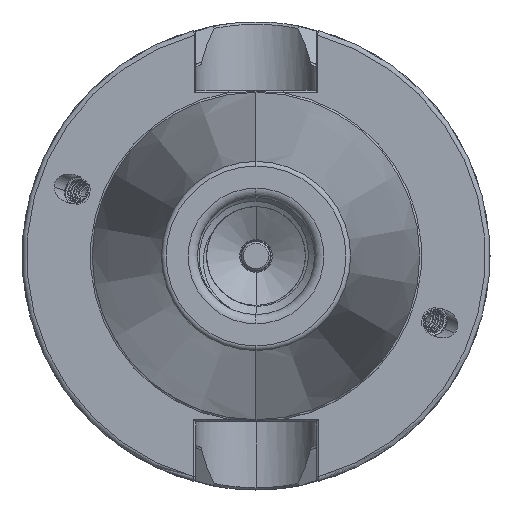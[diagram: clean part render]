
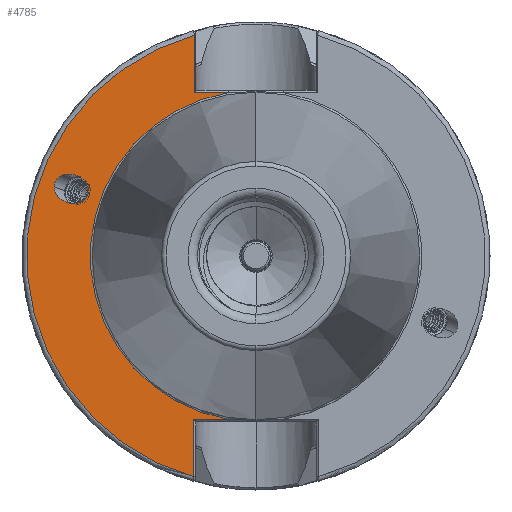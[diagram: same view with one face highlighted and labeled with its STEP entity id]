
A CAD part, left-side view. The second image highlights one B-rep face of the part: STEP entity #4785.
In plain terms, the highlighted planar face has unit normal (-1, 0, 0).
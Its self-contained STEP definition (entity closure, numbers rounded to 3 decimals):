
#1312 =( BOUNDED_CURVE ( )  B_SPLINE_CURVE ( 3, ( #6039, #6062, #6033, #6046 ),
 .UNSPECIFIED., .F., .T. ) 
 B_SPLINE_CURVE_WITH_KNOTS ( ( 4, 4 ),
 ( 5.993, 6.283 ),
 .UNSPECIFIED. ) 
 CURVE ( )  GEOMETRIC_REPRESENTATION_ITEM ( )  RATIONAL_B_SPLINE_CURVE ( ( 1., 0.993, 0.993, 1. ) ) 
 REPRESENTATION_ITEM ( '' )  );
#1320 =( BOUNDED_CURVE ( )  B_SPLINE_CURVE ( 3, ( #6249, #6296, #6317, #6314 ),
 .UNSPECIFIED., .F., .F. ) 
 B_SPLINE_CURVE_WITH_KNOTS ( ( 4, 4 ),
 ( 2.852, 5.993 ),
 .UNSPECIFIED. ) 
 CURVE ( )  GEOMETRIC_REPRESENTATION_ITEM ( )  RATIONAL_B_SPLINE_CURVE ( ( 1., 0.333, 0.333, 1. ) ) 
 REPRESENTATION_ITEM ( '' )  );
#1326 =( BOUNDED_CURVE ( )  B_SPLINE_CURVE ( 3, ( #5409, #5429, #5402, #5393 ),
 .UNSPECIFIED., .F., .T. ) 
 B_SPLINE_CURVE_WITH_KNOTS ( ( 4, 4 ),
 ( 0., 2.852 ),
 .UNSPECIFIED. ) 
 CURVE ( )  GEOMETRIC_REPRESENTATION_ITEM ( )  RATIONAL_B_SPLINE_CURVE ( ( 1., 0.43, 0.43, 1. ) ) 
 REPRESENTATION_ITEM ( '' )  );
#1665 = EDGE_CURVE ( 'NONE', #21183, #21173, #1326, .T. ) ;
#1685 = EDGE_CURVE ( 'NONE', #22291, #22314, #22156, .T. ) ;
#1688 = EDGE_CURVE ( 'NONE', #22341, #22322, #22116, .T. ) ;
#1695 = EDGE_CURVE ( 'NONE', #22322, #22305, #21732, .T. ) ;
#1711 = EDGE_CURVE ( 'NONE', #22291, #22294, #6809, .T. ) ;
#1713 = EDGE_CURVE ( 'NONE', #22294, #22341, #6818, .T. ) ;
#1724 = EDGE_CURVE ( 'NONE', #22305, #22314, #6811, .T. ) ;
#1732 = EDGE_CURVE ( 'NONE', #21179, #21183, #1312, .T. ) ;
#1769 = EDGE_CURVE ( 'NONE', #21173, #21179, #1320, .T. ) ;
#2531 = ORIENTED_EDGE ( 'NONE', *, *, #1769, .T. ) ;
#2539 = ORIENTED_EDGE ( 'NONE', *, *, #1695, .T. ) ;
#2558 = ORIENTED_EDGE ( 'NONE', *, *, #1688, .T. ) ;
#2575 = ORIENTED_EDGE ( 'NONE', *, *, #1713, .T. ) ;
#2595 = ORIENTED_EDGE ( 'NONE', *, *, #1711, .T. ) ;
#2609 = ORIENTED_EDGE ( 'NONE', *, *, #1685, .F. ) ;
#2616 = ORIENTED_EDGE ( 'NONE', *, *, #1665, .T. ) ;
#2617 = ORIENTED_EDGE ( 'NONE', *, *, #1724, .T. ) ;
#2621 = ORIENTED_EDGE ( 'NONE', *, *, #1732, .T. ) ;
#4785 = ADVANCED_FACE ( 'NONE', ( #7642, #6591 ), #17268, .F. ) ;
#5050 = CARTESIAN_POINT ( 'NONE',  ( 0., 0., 0. ) ) ;
#5051 = DIRECTION ( 'NONE',  ( -1., 0., 0. ) ) ;
#5052 = DIRECTION ( 'NONE',  ( 0., 0., 1. ) ) ;
#5055 = CARTESIAN_POINT ( 'NONE',  ( 0., 0., 0. ) ) ;
#5059 = DIRECTION ( 'NONE',  ( -1., 0., 0. ) ) ;
#5069 = DIRECTION ( 'NONE',  ( 0., 0., 1. ) ) ;
#5131 = DIRECTION ( 'NONE',  ( 0., 0., 1. ) ) ;
#5133 = CARTESIAN_POINT ( 'NONE',  ( 0., 13.279, 0. ) ) ;
#5393 = CARTESIAN_POINT ( 'NONE',  ( 0., 43.118, 14.766 ) ) ;
#5402 = CARTESIAN_POINT ( 'NONE',  ( 0., 43.118, 9.99 ) ) ;
#5409 = CARTESIAN_POINT ( 'NONE',  ( 0., 35.968, 13.091 ) ) ;
#5429 = CARTESIAN_POINT ( 'NONE',  ( 0., 37.57, 8.69 ) ) ;
#5887 = CARTESIAN_POINT ( 'NONE',  ( 0., 12.85, 34.9 ) ) ;
#5905 = DIRECTION ( 'NONE',  ( 0., 1., 0. ) ) ;
#5927 = CARTESIAN_POINT ( 'NONE',  ( 0., 13.194, 47.285 ) ) ;
#5931 = DIRECTION ( 'NONE',  ( 0., 0., 1. ) ) ;
#6004 = CARTESIAN_POINT ( 'NONE',  ( 0., 35.398, -34.9 ) ) ;
#6021 = DIRECTION ( 'NONE',  ( 0., -1., 0. ) ) ;
#6033 = CARTESIAN_POINT ( 'NONE',  ( 0., 35.867, 13.369 ) ) ;
#6039 = CARTESIAN_POINT ( 'NONE',  ( 0., 35.816, 13.963 ) ) ;
#6046 = CARTESIAN_POINT ( 'NONE',  ( 0., 35.968, 13.091 ) ) ;
#6062 = CARTESIAN_POINT ( 'NONE',  ( 0., 35.816, 13.662 ) ) ;
#6249 = CARTESIAN_POINT ( 'NONE',  ( 0., 43.118, 14.766 ) ) ;
#6296 = CARTESIAN_POINT ( 'NONE',  ( 0., 43.118, 20.987 ) ) ;
#6314 = CARTESIAN_POINT ( 'NONE',  ( 0., 35.816, 13.963 ) ) ;
#6317 = CARTESIAN_POINT ( 'NONE',  ( 0., 35.816, 20.184 ) ) ;
#6591 = FACE_OUTER_BOUND ( 'NONE', #8934, .T. ) ;
#6799 = VECTOR ( 'NONE', #5905, 1000. ) ;
#6809 = LINE ( 'NONE', #5887, #6799 ) ;
#6811 = LINE ( 'NONE', #6004, #6836 ) ;
#6818 = LINE ( 'NONE', #5927, #6829 ) ;
#6829 = VECTOR ( 'NONE', #5931, 1000. ) ;
#6836 = VECTOR ( 'NONE', #6021, 1000. ) ;
#7642 = FACE_BOUND ( 'NONE', #8937, .T. ) ;
#8934 = EDGE_LOOP ( 'NONE', ( #2558, #2539, #2617, #2609, #2595, #2575 ) ) ;
#8937 = EDGE_LOOP ( 'NONE', ( #2616, #2531, #2621 ) ) ;
#17268 = PLANE ( 'NONE',  #17794 ) ;
#17272 = CARTESIAN_POINT ( 'NONE',  ( 0., 35.398, 0. ) ) ;
#17273 = DIRECTION ( 'NONE',  ( 1., 0., 0. ) ) ;
#17283 = DIRECTION ( 'NONE',  ( 0., 0., -1. ) ) ;
#17794 = AXIS2_PLACEMENT_3D ( 'NONE', #17272, #17273, #17283 ) ;
#18387 = AXIS2_PLACEMENT_3D ( 'NONE', #5055, #5059, #5069 ) ;
#18433 = AXIS2_PLACEMENT_3D ( 'NONE', #5050, #5051, #5052 ) ;
#19783 = CARTESIAN_POINT ( 'NONE',  ( 0., 43.118, 14.766 ) ) ;
#19785 = CARTESIAN_POINT ( 'NONE',  ( 0., 35.816, 13.963 ) ) ;
#19820 = CARTESIAN_POINT ( 'NONE',  ( 0., 35.968, 13.091 ) ) ;
#19990 = CARTESIAN_POINT ( 'NONE',  ( 0., 5.916, -34.9 ) ) ;
#19995 = CARTESIAN_POINT ( 'NONE',  ( 0., 13.279, -47.166 ) ) ;
#20009 = CARTESIAN_POINT ( 'NONE',  ( 0., 13.194, 34.9 ) ) ;
#20010 = CARTESIAN_POINT ( 'NONE',  ( 0., 5.916, 34.9 ) ) ;
#20016 = CARTESIAN_POINT ( 'NONE',  ( 0., 13.279, -34.9 ) ) ;
#20062 = CARTESIAN_POINT ( 'NONE',  ( 0., 13.194, 47.19 ) ) ;
#21173 = VERTEX_POINT ( 'NONE', #19783 ) ;
#21179 = VERTEX_POINT ( 'NONE', #19785 ) ;
#21183 = VERTEX_POINT ( 'NONE', #19820 ) ;
#21732 = LINE ( 'NONE', #5133, #21874 ) ;
#21874 = VECTOR ( 'NONE', #5131, 1000. ) ;
#22116 = CIRCLE ( 'NONE', #18387, 49. ) ;
#22156 = CIRCLE ( 'NONE', #18433, 35.398 ) ;
#22291 = VERTEX_POINT ( 'NONE', #20010 ) ;
#22294 = VERTEX_POINT ( 'NONE', #20009 ) ;
#22305 = VERTEX_POINT ( 'NONE', #20016 ) ;
#22314 = VERTEX_POINT ( 'NONE', #19990 ) ;
#22322 = VERTEX_POINT ( 'NONE', #19995 ) ;
#22341 = VERTEX_POINT ( 'NONE', #20062 ) ;
